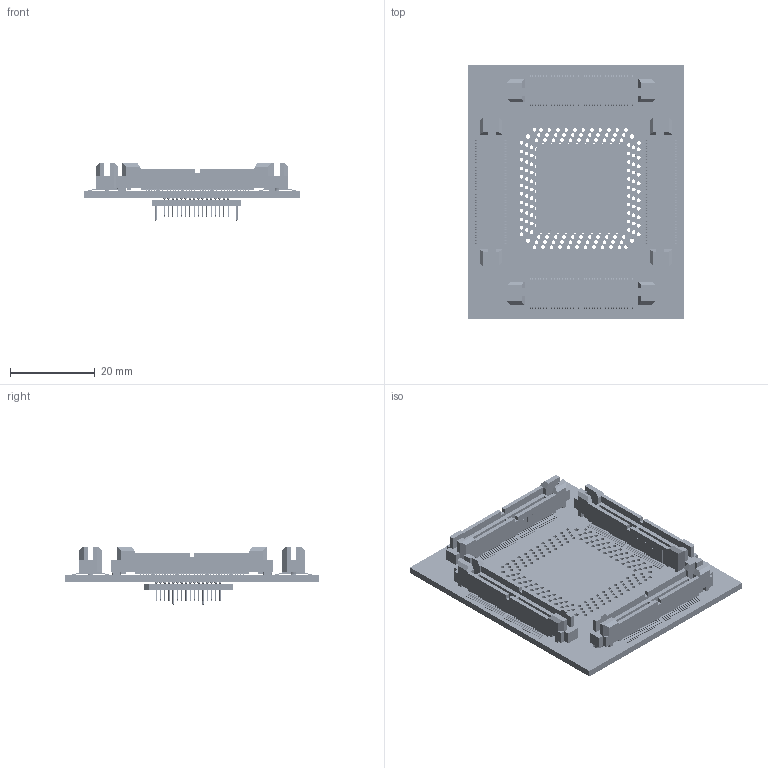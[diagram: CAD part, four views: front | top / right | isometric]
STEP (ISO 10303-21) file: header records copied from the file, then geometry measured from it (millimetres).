
FILE_DESCRIPTION(/* description */ (''),/* implementation_level */ '2;1');
FILE_NAME(/* name */ 'LFTAK48GS1A.stp',/* time_stamp */ '2016-02-02T10:56:35-05:00',/* author */ ('B17677'),/* organization */ (''),/* preprocessor_version */ 'ST-DEVELOPER v16.1',/* originating_system */ 'AutoCAD Mechanical',/* authorisation */ '');
FILE_SCHEMA (('AUTOMOTIVE_DESIGN { 1 0 10303 214 3 1 1 }'));
Products named in the file (5): CDC2247; 10157TR; C-5767007-09-3; 5767007-9 STEP; Product
Assembly tree (7 placements, depth 3):
  Product
    CDC2247
    5767007-9 STEP  x4
      C-5767007-09-3
    10157TR
Bounding box: 50.8 x 59.69 x 13.5 mm (x, y, z)
Volume: 8019.2 mm3; surface area: 14733 mm2
Topology: 265 solids, 265 shells, 5418 faces, 18586 edges, 16321 vertices
Faces by surface type: plane 2912, cylinder 1971, sphere 515, cone 12, bspline 8
Full cylindrical faces by diameter (mm): 0.28 x512, 0.46 x3, 0.864 x176, 1.016 x4, 1.27 x40, 2.388 x4
Entity records: 71545 total; most frequent: CARTESIAN_POINT 16244, DIRECTION 11082, ORIENTED_EDGE 8686, AXIS2_PLACEMENT_3D 4426, EDGE_CURVE 4343, EDGE_LOOP 4110, VERTEX_POINT 3383, POLYLINE 3042
